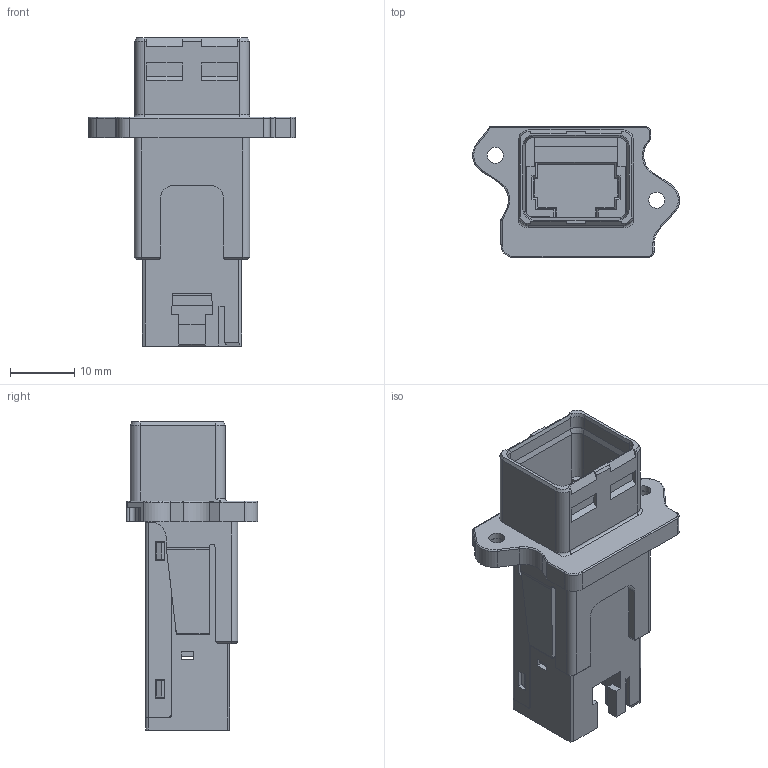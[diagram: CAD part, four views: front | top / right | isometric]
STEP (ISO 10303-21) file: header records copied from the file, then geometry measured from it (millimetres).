
FILE_DESCRIPTION(/* description */ (''),/* implementation_level */ '2;1');
FILE_NAME(/* name */ '100712174ugm000_a.stp',/* time_stamp */ '2017-04-04T12:56:34+02:00',/* author */ (''),/* organization */ (''),/* preprocessor_version */ 'ST-DEVELOPER v16',/* originating_system */ 'SIEMENS PLM Software NX 10.0',/* authorisation */ '');
FILE_SCHEMA (('AUTOMOTIVE_DESIGN { 1 0 10303 214 3 1 1 1 }'));
Length unit declared in the file: millimetre
Products named in the file (1): 100712174ugm000_a
Bounding box: 32.3 x 20.5 x 48.07 mm (x, y, z)
Volume: 6611.6 mm3; surface area: 8558.1 mm2
Topology: 3 solids, 3 shells, 549 faces, 1484 edges, 953 vertices
Faces by surface type: plane 421, cylinder 103, cone 14, torus 10, bspline 1
Full cylindrical faces by diameter (mm): 2.5 x2, 2.55 x2
Entity records: 17158 total; most frequent: CARTESIAN_POINT 3140, ORIENTED_EDGE 2958, DIRECTION 2793, EDGE_CURVE 1479, LINE 1241, VECTOR 1241, VERTEX_POINT 951, AXIS2_PLACEMENT_3D 776
